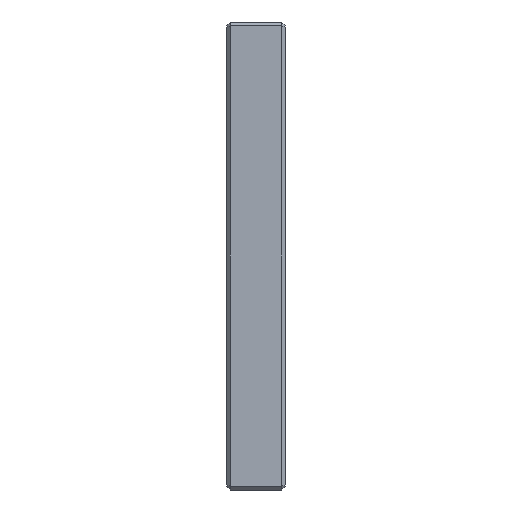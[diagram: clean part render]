
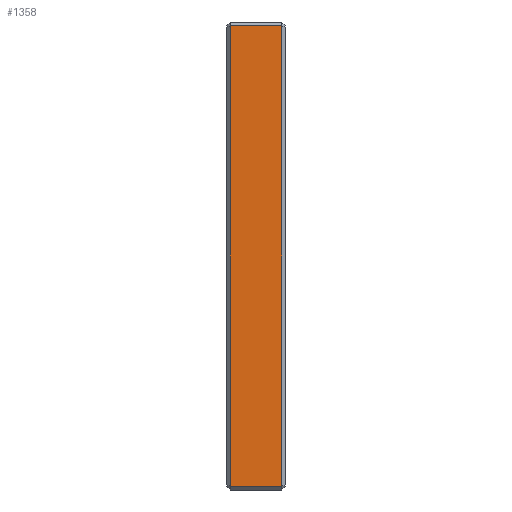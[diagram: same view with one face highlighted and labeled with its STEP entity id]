
A CAD part, left-side view. The second image highlights one B-rep face of the part: STEP entity #1358.
In plain terms, the highlighted planar face has unit normal (-1, 0, 0).
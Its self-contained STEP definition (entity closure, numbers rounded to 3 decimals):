
#148 = ORIENTED_EDGE ( 'NONE', *, *, #1131, .T. ) ;
#266 = DIRECTION ( 'NONE',  ( 0., 0., 1. ) ) ;
#360 = DIRECTION ( 'NONE',  ( 1., 0., 0. ) ) ;
#362 = VERTEX_POINT ( 'NONE', #1401 ) ;
#385 = ORIENTED_EDGE ( 'NONE', *, *, #1489, .T. ) ;
#386 = ORIENTED_EDGE ( 'NONE', *, *, #838, .T. ) ;
#454 = VERTEX_POINT ( 'NONE', #1629 ) ;
#491 = VERTEX_POINT ( 'NONE', #956 ) ;
#504 = DIRECTION ( 'NONE',  ( 0., 0., -1. ) ) ;
#568 = CARTESIAN_POINT ( 'NONE',  ( -38., 3.5, 31.5 ) ) ;
#602 = DIRECTION ( 'NONE',  ( 0., -1., 0. ) ) ;
#635 = PLANE ( 'NONE',  #1724 ) ;
#741 = VECTOR ( 'NONE', #1182, 1000. ) ;
#797 = VECTOR ( 'NONE', #1508, 1000. ) ;
#838 = EDGE_CURVE ( 'NONE', #454, #1583, #885, .T. ) ;
#885 = LINE ( 'NONE', #1446, #741 ) ;
#934 = LINE ( 'NONE', #946, #797 ) ;
#946 = CARTESIAN_POINT ( 'NONE',  ( -38., 3.5, -31.5 ) ) ;
#956 = CARTESIAN_POINT ( 'NONE',  ( -38., -3.5, -31.5 ) ) ;
#1000 = VECTOR ( 'NONE', #602, 1000. ) ;
#1101 = EDGE_CURVE ( 'NONE', #1583, #362, #934, .T. ) ;
#1104 = CARTESIAN_POINT ( 'NONE',  ( -38., -3.5, -32. ) ) ;
#1114 = LINE ( 'NONE', #1104, #1247 ) ;
#1131 = EDGE_CURVE ( 'NONE', #491, #454, #1114, .T. ) ;
#1165 = CARTESIAN_POINT ( 'NONE',  ( -38., 4., -31.5 ) ) ;
#1182 = DIRECTION ( 'NONE',  ( 0., 1., 0. ) ) ;
#1247 = VECTOR ( 'NONE', #266, 1000. ) ;
#1358 = ADVANCED_FACE ( 'NONE', ( #1608 ), #635, .F. ) ;
#1401 = CARTESIAN_POINT ( 'NONE',  ( -38., 3.5, -31.5 ) ) ;
#1446 = CARTESIAN_POINT ( 'NONE',  ( -38., 4., 31.5 ) ) ;
#1468 = ORIENTED_EDGE ( 'NONE', *, *, #1101, .T. ) ;
#1489 = EDGE_CURVE ( 'NONE', #362, #491, #1703, .T. ) ;
#1508 = DIRECTION ( 'NONE',  ( 0., 0., -1. ) ) ;
#1583 = VERTEX_POINT ( 'NONE', #568 ) ;
#1608 = FACE_OUTER_BOUND ( 'NONE', #1813, .T. ) ;
#1629 = CARTESIAN_POINT ( 'NONE',  ( -38., -3.5, 31.5 ) ) ;
#1703 = LINE ( 'NONE', #1165, #1000 ) ;
#1724 = AXIS2_PLACEMENT_3D ( 'NONE', #1751, #360, #504 ) ;
#1751 = CARTESIAN_POINT ( 'NONE',  ( -38., 4., -32. ) ) ;
#1813 = EDGE_LOOP ( 'NONE', ( #385, #148, #386, #1468 ) ) ;
